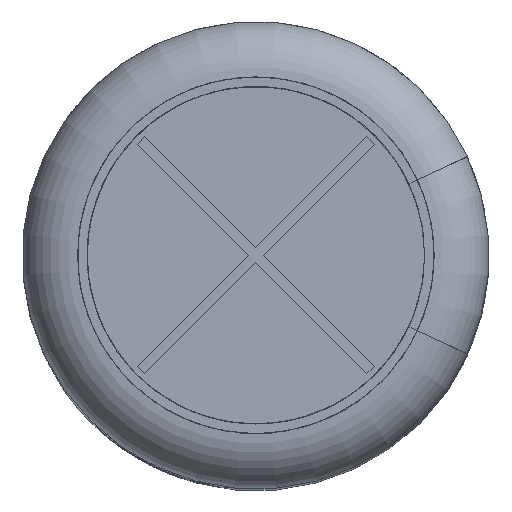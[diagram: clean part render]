
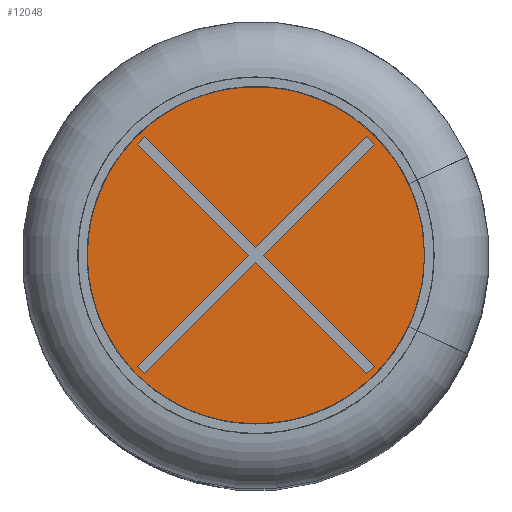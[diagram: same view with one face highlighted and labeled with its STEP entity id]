
A CAD part, top view. The second image highlights one B-rep face of the part: STEP entity #12048.
In plain terms, the highlighted planar face has unit normal (0, 0, 1).
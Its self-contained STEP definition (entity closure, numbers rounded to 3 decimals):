
#438=LINE('',#15745,#1101);
#441=LINE('',#15751,#1104);
#443=LINE('',#15755,#1106);
#445=LINE('',#15759,#1108);
#447=LINE('',#15763,#1110);
#449=LINE('',#15767,#1112);
#451=LINE('',#15771,#1114);
#453=LINE('',#15775,#1116);
#455=LINE('',#15779,#1118);
#457=LINE('',#15783,#1120);
#459=LINE('',#15787,#1122);
#461=LINE('',#15791,#1124);
#1101=VECTOR('',#13427,1000.);
#1104=VECTOR('',#13432,1000.);
#1106=VECTOR('',#13436,1000.);
#1108=VECTOR('',#13440,1000.);
#1110=VECTOR('',#13444,1000.);
#1112=VECTOR('',#13448,1000.);
#1114=VECTOR('',#13452,1000.);
#1116=VECTOR('',#13456,1000.);
#1118=VECTOR('',#13460,1000.);
#1120=VECTOR('',#13464,1000.);
#1122=VECTOR('',#13468,1000.);
#1124=VECTOR('',#13472,1000.);
#1941=ORIENTED_EDGE('',*,*,#4407,.T.);
#1942=ORIENTED_EDGE('',*,*,#4430,.T.);
#1943=ORIENTED_EDGE('',*,*,#4428,.T.);
#1944=ORIENTED_EDGE('',*,*,#4426,.T.);
#1945=ORIENTED_EDGE('',*,*,#4424,.T.);
#1946=ORIENTED_EDGE('',*,*,#4422,.T.);
#1947=ORIENTED_EDGE('',*,*,#4420,.T.);
#1948=ORIENTED_EDGE('',*,*,#4418,.T.);
#1949=ORIENTED_EDGE('',*,*,#4416,.T.);
#1950=ORIENTED_EDGE('',*,*,#4414,.T.);
#1951=ORIENTED_EDGE('',*,*,#4412,.T.);
#1952=ORIENTED_EDGE('',*,*,#4410,.T.);
#1953=ORIENTED_EDGE('',*,*,#4444,.F.);
#4407=EDGE_CURVE('',#5673,#5674,#438,.T.);
#4410=EDGE_CURVE('',#5675,#5673,#441,.T.);
#4412=EDGE_CURVE('',#5676,#5675,#443,.T.);
#4414=EDGE_CURVE('',#5677,#5676,#445,.T.);
#4416=EDGE_CURVE('',#5678,#5677,#447,.T.);
#4418=EDGE_CURVE('',#5679,#5678,#449,.T.);
#4420=EDGE_CURVE('',#5680,#5679,#451,.T.);
#4422=EDGE_CURVE('',#5681,#5680,#453,.T.);
#4424=EDGE_CURVE('',#5682,#5681,#455,.T.);
#4426=EDGE_CURVE('',#5683,#5682,#457,.T.);
#4428=EDGE_CURVE('',#5684,#5683,#459,.T.);
#4430=EDGE_CURVE('',#5674,#5684,#461,.T.);
#4444=EDGE_CURVE('',#5695,#5695,#6536,.T.);
#5673=VERTEX_POINT('',#15746);
#5674=VERTEX_POINT('',#15747);
#5675=VERTEX_POINT('',#15752);
#5676=VERTEX_POINT('',#15756);
#5677=VERTEX_POINT('',#15760);
#5678=VERTEX_POINT('',#15764);
#5679=VERTEX_POINT('',#15768);
#5680=VERTEX_POINT('',#15772);
#5681=VERTEX_POINT('',#15776);
#5682=VERTEX_POINT('',#15780);
#5683=VERTEX_POINT('',#15784);
#5684=VERTEX_POINT('',#15788);
#5695=VERTEX_POINT('',#15823);
#6536=CIRCLE('',#12599,3.054);
#6856=EDGE_LOOP('',(#1941,#1942,#1943,#1944,#1945,#1946,#1947,#1948,#1949,
#1950,#1951,#1952));
#6857=EDGE_LOOP('',(#1953));
#7486=FACE_BOUND('',#6856,.T.);
#7487=FACE_BOUND('',#6857,.T.);
#8102=PLANE('',#12600);
#12048=ADVANCED_FACE('',(#7486,#7487),#8102,.T.);
#12599=AXIS2_PLACEMENT_3D('',#15822,#13513,#13514);
#12600=AXIS2_PLACEMENT_3D('',#15824,#13515,#13516);
#13427=DIRECTION('',(0.707,0.707,0.));
#13432=DIRECTION('',(-0.707,0.707,0.));
#13436=DIRECTION('',(0.707,0.707,0.));
#13440=DIRECTION('',(-0.707,0.707,0.));
#13444=DIRECTION('',(-0.707,-0.707,0.));
#13448=DIRECTION('',(-0.707,0.707,0.));
#13452=DIRECTION('',(-0.707,-0.707,0.));
#13456=DIRECTION('',(0.707,-0.707,0.));
#13460=DIRECTION('',(-0.707,-0.707,0.));
#13464=DIRECTION('',(0.707,-0.707,0.));
#13468=DIRECTION('',(0.707,0.707,0.));
#13472=DIRECTION('',(0.707,-0.707,0.));
#13513=DIRECTION('',(0.,0.,-1.));
#13514=DIRECTION('',(-1.,0.,0.));
#13515=DIRECTION('',(0.,0.,1.));
#13516=DIRECTION('',(1.,0.,0.));
#15745=CARTESIAN_POINT('',(-1.9,2.026,19.78));
#15746=CARTESIAN_POINT('',(-2.026,1.9,19.78));
#15747=CARTESIAN_POINT('',(-1.9,2.026,19.78));
#15751=CARTESIAN_POINT('',(-0.126,0.,19.78));
#15752=CARTESIAN_POINT('',(-0.126,0.,19.78));
#15755=CARTESIAN_POINT('',(-0.126,0.,19.78));
#15756=CARTESIAN_POINT('',(-2.026,-1.9,19.78));
#15759=CARTESIAN_POINT('',(-1.9,-2.026,19.78));
#15760=CARTESIAN_POINT('',(-1.9,-2.026,19.78));
#15763=CARTESIAN_POINT('',(0.,-0.126,19.78));
#15764=CARTESIAN_POINT('',(0.,-0.126,19.78));
#15767=CARTESIAN_POINT('',(0.,-0.126,19.78));
#15768=CARTESIAN_POINT('',(1.9,-2.026,19.78));
#15771=CARTESIAN_POINT('',(2.026,-1.9,19.78));
#15772=CARTESIAN_POINT('',(2.026,-1.9,19.78));
#15775=CARTESIAN_POINT('',(0.126,0.,19.78));
#15776=CARTESIAN_POINT('',(0.126,0.,19.78));
#15779=CARTESIAN_POINT('',(0.126,0.,19.78));
#15780=CARTESIAN_POINT('',(2.026,1.9,19.78));
#15783=CARTESIAN_POINT('',(2.026,1.9,19.78));
#15784=CARTESIAN_POINT('',(1.9,2.026,19.78));
#15787=CARTESIAN_POINT('',(0.,0.126,19.78));
#15788=CARTESIAN_POINT('',(0.,0.126,19.78));
#15791=CARTESIAN_POINT('',(0.,0.126,19.78));
#15822=CARTESIAN_POINT('',(0.,0.,19.78));
#15823=CARTESIAN_POINT('',(-3.054,0.,19.78));
#15824=CARTESIAN_POINT('',(-3.054,0.,19.78));
